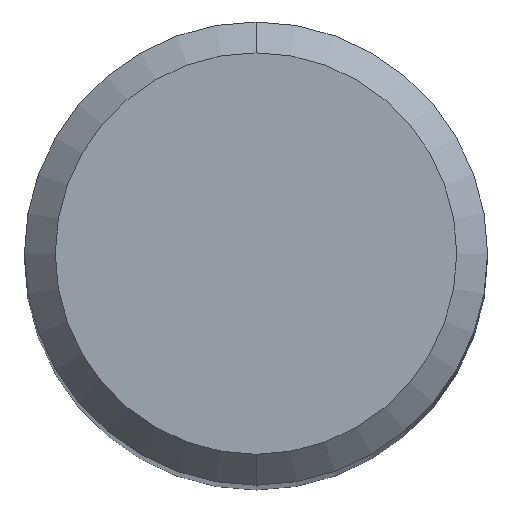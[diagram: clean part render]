
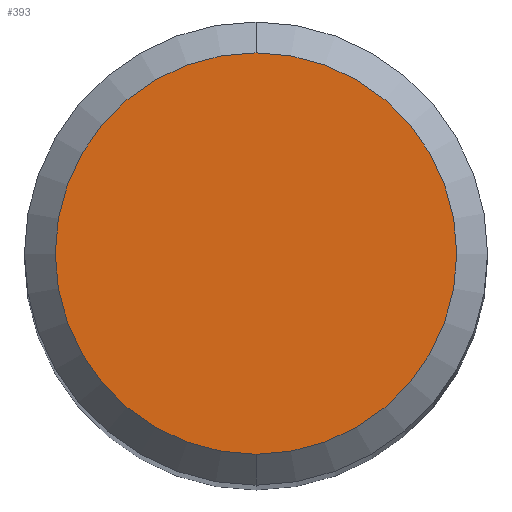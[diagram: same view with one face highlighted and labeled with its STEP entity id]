
A CAD part, top view. The second image highlights one B-rep face of the part: STEP entity #393.
In plain terms, the highlighted planar face has unit normal (0, 0, 1).
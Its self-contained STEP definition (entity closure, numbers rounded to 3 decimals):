
#191=VERTEX_POINT('',#499);
#279=VERTEX_POINT('',#595);
#359=EDGE_CURVE('',#191,#279,#686,.T.);
#373=EDGE_CURVE('',#279,#191,#701,.T.);
#393=ADVANCED_FACE('',(#725),#726,.T.);
#499=CARTESIAN_POINT('',(0.,-2.6,0.0));
#595=CARTESIAN_POINT('',(0.0,2.6,0.0));
#686=CIRCLE('',#1155,2.6);
#701=CIRCLE('',#1212,2.6);
#725=FACE_OUTER_BOUND('',#1247,.T.);
#726=PLANE('',#1248);
#1155=AXIS2_PLACEMENT_3D('',#1661,#1662,#1663);
#1212=AXIS2_PLACEMENT_3D('',#1675,#1676,#1677);
#1247=EDGE_LOOP('',(#1733,#1734));
#1248=AXIS2_PLACEMENT_3D('',#1735,#1736,#1737);
#1661=CARTESIAN_POINT('',(0.0,0.0,0.0));
#1662=DIRECTION('',(0.0,0.0,-1.0));
#1663=DIRECTION('',(0.0,1.0,0.0));
#1675=CARTESIAN_POINT('',(0.0,0.0,0.0));
#1676=DIRECTION('',(0.0,0.0,-1.0));
#1677=DIRECTION('',(0.0,1.0,0.0));
#1733=ORIENTED_EDGE('',*,*,#373,.F.);
#1734=ORIENTED_EDGE('',*,*,#359,.F.);
#1735=CARTESIAN_POINT('',(0.0,1.3,0.0));
#1736=DIRECTION('',(-0.0,0.0,1.0));
#1737=DIRECTION('',(0.0,-1.0,0.0));
